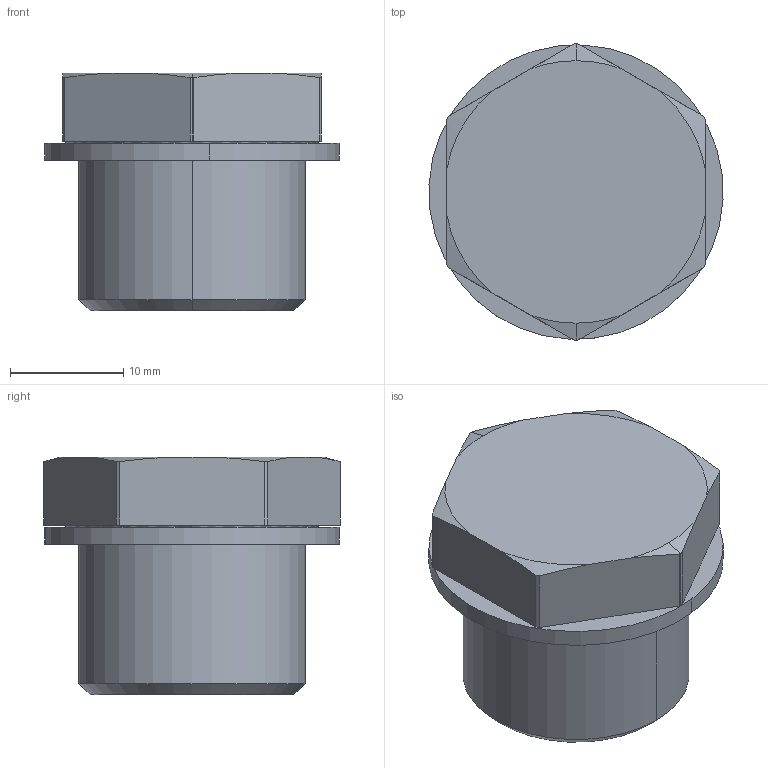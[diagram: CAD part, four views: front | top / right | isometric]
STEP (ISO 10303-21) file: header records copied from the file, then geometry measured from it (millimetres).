
FILE_DESCRIPTION(('CATIA V5 STEP Exchange','CAx-IF Rec.Pracs.--- Model Styling and Organization---1.4--- 2014-01-23'),'2;1');
FILE_NAME ('1932183-3_0', '2024-01-29T10:04:26+00:00', ('none'), ('Weidmueller'), 'CATIA Version 5-6 Release 2016 SP3 HF44', 'CATIA V5 STEP AP214', 'none');
FILE_SCHEMA(('AUTOMOTIVE_DESIGN { 1 0 10303 214 1 1 1 1 }'));
Length unit declared in the file: millimetre
Products named in the file (1): 2978910000 VP M20/15 EX CR 7J BK
Bounding box: 25.96 x 26.18 x 21 mm (x, y, z)
Volume: 5186.7 mm3; surface area: 3514.8 mm2
Topology: 1 solids, 2 shells, 50 faces, 116 edges, 76 vertices
Faces by surface type: plane 16, cylinder 16, cone 10, torus 8
Entity records: 1605 total; most frequent: CARTESIAN_POINT 535, ORIENTED_EDGE 232, DIRECTION 168, EDGE_CURVE 116, AXIS2_PLACEMENT_3D 91, VERTEX_POINT 76, EDGE_LOOP 58, ADVANCED_FACE 50
